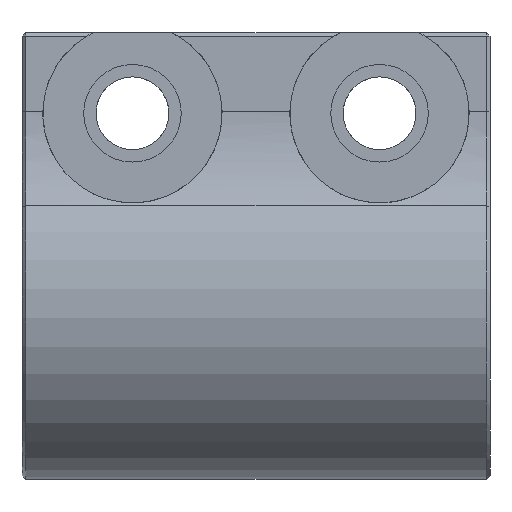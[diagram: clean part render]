
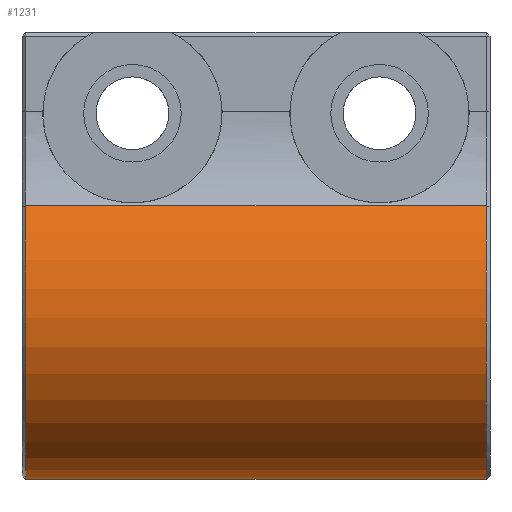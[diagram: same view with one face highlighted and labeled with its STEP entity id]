
A CAD part, left-side view. The second image highlights one B-rep face of the part: STEP entity #1231.
In plain terms, the highlighted cylindrical face has radius 6.35 mm (diameter 12.7 mm), a partial arc.
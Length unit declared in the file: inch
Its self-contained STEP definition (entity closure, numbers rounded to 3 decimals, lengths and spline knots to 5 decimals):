
#52 = FACE_OUTER_BOUND ( 'NONE', #360, .T. ) ;
#102 = ORIENTED_EDGE ( 'NONE', *, *, #236, .T. ) ;
#104 = ORIENTED_EDGE ( 'NONE', *, *, #1714, .T. ) ;
#118 = LINE ( 'NONE', #1736, #868 ) ;
#162 = VERTEX_POINT ( 'NONE', #586 ) ;
#196 = ORIENTED_EDGE ( 'NONE', *, *, #1042, .T. ) ;
#236 = EDGE_CURVE ( 'NONE', #162, #794, #1420, .T. ) ;
#239 = VECTOR ( 'NONE', #912, 39.37008 ) ;
#360 = EDGE_LOOP ( 'NONE', ( #572, #102, #196, #104 ) ) ;
#403 = CARTESIAN_POINT ( 'NONE',  ( -0.2125, 0.6475, 0.1317 ) ) ;
#482 = DIRECTION ( 'NONE',  ( 0., 1., 0. ) ) ;
#515 = CARTESIAN_POINT ( 'NONE',  ( -0.2125, 0.005, 0.1317 ) ) ;
#544 = DIRECTION ( 'NONE',  ( 0., 0., -1. ) ) ;
#567 = DIRECTION ( 'NONE',  ( 0., 1., 0. ) ) ;
#572 = ORIENTED_EDGE ( 'NONE', *, *, #1763, .T. ) ;
#586 = CARTESIAN_POINT ( 'NONE',  ( 0., 0.6475, -0.25 ) ) ;
#695 = CARTESIAN_POINT ( 'NONE',  ( 0., 0.6475, 0. ) ) ;
#724 = AXIS2_PLACEMENT_3D ( 'NONE', #695, #1716, #850 ) ;
#762 = CARTESIAN_POINT ( 'NONE',  ( 0., 0.6525, -0.25 ) ) ;
#794 = VERTEX_POINT ( 'NONE', #1603 ) ;
#845 = DIRECTION ( 'NONE',  ( 0., -1., 0. ) ) ;
#850 = DIRECTION ( 'NONE',  ( 0., 0., 1. ) ) ;
#868 = VECTOR ( 'NONE', #567, 39.37008 ) ;
#908 = AXIS2_PLACEMENT_3D ( 'NONE', #992, #845, #544 ) ;
#912 = DIRECTION ( 'NONE',  ( 0., -1., 0. ) ) ;
#982 = CIRCLE ( 'NONE', #1234, 0.25 ) ;
#992 = CARTESIAN_POINT ( 'NONE',  ( 0., 0.6525, 0. ) ) ;
#1042 = EDGE_CURVE ( 'NONE', #794, #1521, #982, .T. ) ;
#1217 = CIRCLE ( 'NONE', #724, 0.25 ) ;
#1231 = ADVANCED_FACE ( 'NONE', ( #52 ), #1894, .T. ) ;
#1234 = AXIS2_PLACEMENT_3D ( 'NONE', #1363, #482, #1514 ) ;
#1363 = CARTESIAN_POINT ( 'NONE',  ( 0., 0.005, 0. ) ) ;
#1420 = LINE ( 'NONE', #762, #239 ) ;
#1514 = DIRECTION ( 'NONE',  ( 0., 0., 1. ) ) ;
#1521 = VERTEX_POINT ( 'NONE', #515 ) ;
#1603 = CARTESIAN_POINT ( 'NONE',  ( 0., 0.005, -0.25 ) ) ;
#1657 = VERTEX_POINT ( 'NONE', #403 ) ;
#1714 = EDGE_CURVE ( 'NONE', #1521, #1657, #118, .T. ) ;
#1716 = DIRECTION ( 'NONE',  ( 0., -1., 0. ) ) ;
#1736 = CARTESIAN_POINT ( 'NONE',  ( -0.2125, 0.6525, 0.1317 ) ) ;
#1763 = EDGE_CURVE ( 'NONE', #1657, #162, #1217, .T. ) ;
#1894 = CYLINDRICAL_SURFACE ( 'NONE', #908, 0.25 ) ;
